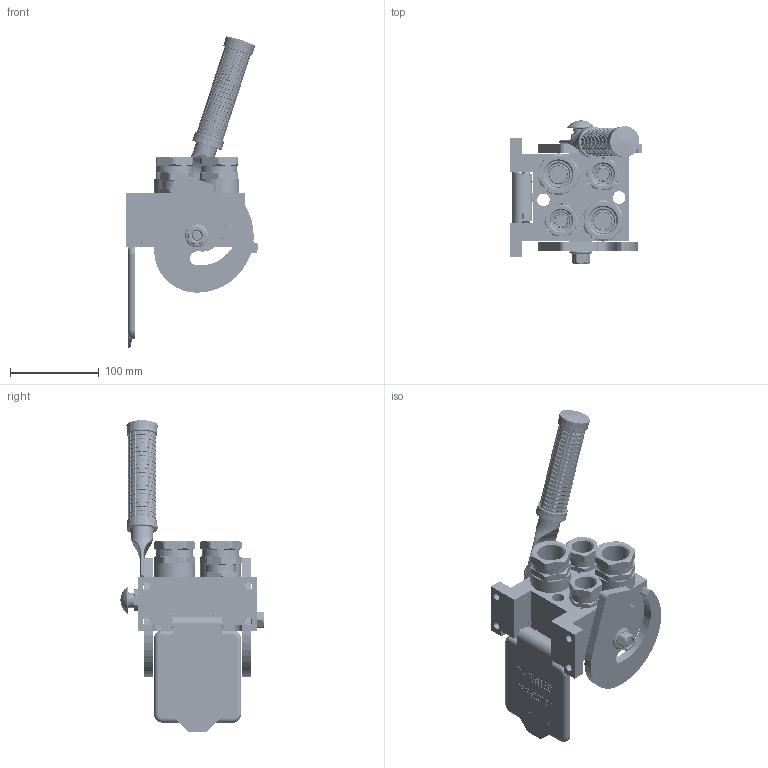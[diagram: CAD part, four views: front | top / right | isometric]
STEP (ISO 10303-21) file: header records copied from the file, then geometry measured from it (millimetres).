
FILE_DESCRIPTION (( 'STEP AP214' ), '1' );
FILE_NAME ('FASTER.step', '2023-12-15T12:35:32', ( '' ), ( '' ), 'SwSTEP 2.0', 'SolidWorks 2017', '' );
FILE_SCHEMA (( 'AUTOMOTIVE_DESIGN' ));
Length unit declared in the file: millimetre
Products named in the file (37): 4850_024_5001_010; 4250_014_1000_000; 4850_024_0000_012; A_2ffnb12-34g_f; 4830_025_1000_000; 4150_072_1000_200; 4830_070_0000_001; sicura_p5; 4830_020_0000_033; or1_5x7_m; et011; 2ffnb12-34g_f; curs_molla_12; FASTER; 4850_024_6002_020; or2_62x17_86; 4820_024_1002_011; 2ffnb34-1gas_f; P510_F_ALB_BASE; 4340_014_0000_000; A_2ffnb34-1gas_f; 4830_025_2000_000; 4830_001_0005_301; 4830_022_0000_011; 4810_001_0001_014; 4820_001_0004_000; 1540_080_0012_000; 4850_024_6001_021; 4142_072_1000_300; 4830_025_0000_001; 0048_042_0412_000; 4830_001_0005_300; 4850_024_6001_000_ASM; 4850_024_6001_000; curs_molla_34
Assembly tree (41 placements, depth 4):
  FASTER
    P510_F_ALB_BASE
      4830_020_0000_033
      4830_025_1000_000
      4820_001_0004_000
      4810_001_0001_014
      4830_022_0000_011
      4830_070_0000_001
      4830_001_0005_300
      4830_001_0005_301
      or2_62x17_86  x2
    A_2ffnb34-1gas_f  x2
      curs_molla_34
        4150_072_1000_200
        4250_014_1000_000
      2ffnb34-1gas_f
        2ffnb34-1gas_f
    A_2ffnb12-34g_f  x2
      curs_molla_12
        4340_014_0000_000
        4142_072_1000_300
      2ffnb12-34g_f
        2ffnb12-34g_f
    4850_024_6001_000
      4850_024_6001_000_ASM
        4850_024_5001_010
        4850_024_6001_021
        4820_024_1002_011
      sicura_p5
        4830_025_0000_001
        or1_5x7_m
        0048_042_0412_000
      4850_024_6002_020
      4850_024_0000_012
      1540_080_0012_000
      4830_025_2000_000
      or2_62x17_86  x2
    et011
Bounding box: 148.95 x 160.93 x 350 mm (x, y, z)
Volume: 251494.5 mm3; surface area: 355595.1 mm2
Topology: 27 solids, 61 shells, 5452 faces, 14649 edges, 9389 vertices
Faces by surface type: plane 2336, cylinder 1817, torus 521, cone 400, bspline 331, sphere 47
Entity records: 214639 total; most frequent: CARTESIAN_POINT 91873, ORIENTED_EDGE 25632, DIRECTION 21696, EDGE_CURVE 12966, VERTEX_POINT 8340, VECTOR 7472, LINE 7472, AXIS2_PLACEMENT_3D 7112
